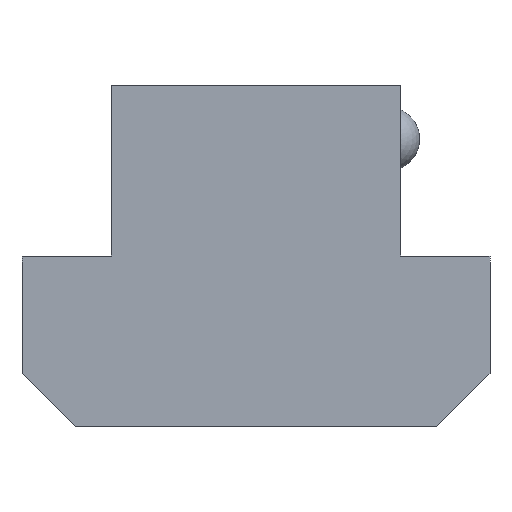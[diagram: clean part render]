
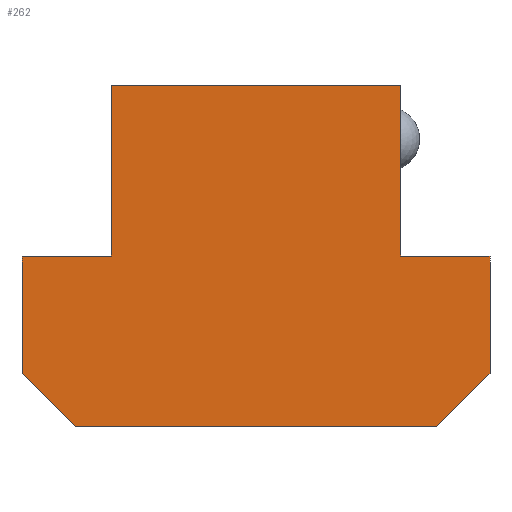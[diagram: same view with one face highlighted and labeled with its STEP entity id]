
A CAD part, front view. The second image highlights one B-rep face of the part: STEP entity #262.
In plain terms, the highlighted planar face has unit normal (0, -1, 0).
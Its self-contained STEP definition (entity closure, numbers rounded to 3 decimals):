
#114=EDGE_CURVE('',#136,#234,#306,.T.);
#130=EDGE_CURVE('',#170,#136,#324,.T.);
#136=VERTEX_POINT('',#330);
#150=VERTEX_POINT('',#345);
#152=VERTEX_POINT('',#347);
#166=EDGE_CURVE('',#204,#178,#363,.T.);
#168=EDGE_CURVE('',#178,#150,#365,.T.);
#170=VERTEX_POINT('',#367);
#178=VERTEX_POINT('',#376);
#180=EDGE_CURVE('',#152,#170,#378,.T.);
#192=EDGE_CURVE('',#218,#204,#392,.T.);
#204=VERTEX_POINT('',#404);
#208=EDGE_CURVE('',#278,#218,#408,.T.);
#218=VERTEX_POINT('',#420);
#226=EDGE_CURVE('',#234,#250,#429,.T.);
#234=VERTEX_POINT('',#437);
#238=EDGE_CURVE('',#150,#152,#441,.T.);
#244=EDGE_CURVE('',#250,#278,#449,.T.);
#250=VERTEX_POINT('',#455);
#262=ADVANCED_FACE('',(#469),#470,.T.);
#278=VERTEX_POINT('',#489);
#306=LINE('',#508,#509);
#324=LINE('',#536,#537);
#330=CARTESIAN_POINT('',(11.0,-11.0,0.0));
#345=CARTESIAN_POINT('',(-6.8,-11.0,8.0));
#347=CARTESIAN_POINT('',(6.8,-11.0,8.0));
#363=LINE('',#590,#591);
#365=LINE('',#594,#595);
#367=CARTESIAN_POINT('',(6.8,-11.0,0.0));
#376=CARTESIAN_POINT('',(-6.8,-11.0,0.0));
#378=LINE('',#612,#613);
#392=LINE('',#634,#635);
#404=CARTESIAN_POINT('',(-11.,-11.0,0.0));
#408=LINE('',#660,#661);
#420=CARTESIAN_POINT('',(-11.,-11.0,-5.5));
#429=LINE('',#685,#686);
#437=CARTESIAN_POINT('',(11.0,-11.0,-5.5));
#441=LINE('',#704,#705);
#449=LINE('',#714,#715);
#455=CARTESIAN_POINT('',(8.5,-11.0,-8.0));
#469=FACE_OUTER_BOUND('',#741,.T.);
#470=PLANE('',#742);
#489=CARTESIAN_POINT('',(-8.5,-11.0,-8.0));
#508=CARTESIAN_POINT('',(11.0,-11.0,-5.5));
#509=VECTOR('',#778,1.0);
#536=CARTESIAN_POINT('',(11.0,-11.0,0.0));
#537=VECTOR('',#804,1.0);
#590=CARTESIAN_POINT('',(-6.8,-11.0,0.0));
#591=VECTOR('',#843,1.0);
#594=CARTESIAN_POINT('',(-6.8,-11.0,8.0));
#595=VECTOR('',#844,1.0);
#612=CARTESIAN_POINT('',(6.8,-11.0,0.0));
#613=VECTOR('',#857,1.0);
#634=CARTESIAN_POINT('',(-11.,-11.0,0.0));
#635=VECTOR('',#871,1.0);
#660=CARTESIAN_POINT('',(-11.,-11.0,-5.5));
#661=VECTOR('',#876,1.0);
#685=CARTESIAN_POINT('',(8.5,-11.0,-8.0));
#686=VECTOR('',#908,1.0);
#704=CARTESIAN_POINT('',(6.8,-11.0,8.0));
#705=VECTOR('',#914,1.0);
#714=CARTESIAN_POINT('',(-8.5,-11.0,-8.0));
#715=VECTOR('',#925,1.0);
#741=EDGE_LOOP('',(#940,#941,#942,#943,#944,#945,#946,#947,#948,#949));
#742=AXIS2_PLACEMENT_3D('',#950,#951,#952);
#778=DIRECTION('',(0.0,0.,-1.0));
#804=DIRECTION('',(1.0,0.0,0.0));
#843=DIRECTION('',(1.0,0.0,0.0));
#844=DIRECTION('',(0.0,0.,1.0));
#857=DIRECTION('',(0.0,0.,-1.0));
#871=DIRECTION('',(0.0,0.,1.0));
#876=DIRECTION('',(-0.707,0.,0.707));
#908=DIRECTION('',(-0.707,0.,-0.707));
#914=DIRECTION('',(1.0,0.0,0.0));
#925=DIRECTION('',(-1.0,0.0,0.0));
#940=ORIENTED_EDGE('',*,*,#226,.F.);
#941=ORIENTED_EDGE('',*,*,#114,.F.);
#942=ORIENTED_EDGE('',*,*,#130,.F.);
#943=ORIENTED_EDGE('',*,*,#180,.F.);
#944=ORIENTED_EDGE('',*,*,#238,.F.);
#945=ORIENTED_EDGE('',*,*,#168,.F.);
#946=ORIENTED_EDGE('',*,*,#166,.F.);
#947=ORIENTED_EDGE('',*,*,#192,.F.);
#948=ORIENTED_EDGE('',*,*,#208,.F.);
#949=ORIENTED_EDGE('',*,*,#244,.F.);
#950=CARTESIAN_POINT('',(0.,-11.0,-0.564));
#951=DIRECTION('',(0.0,-1.0,0.));
#952=DIRECTION('',(1.0,0.0,0.0));
